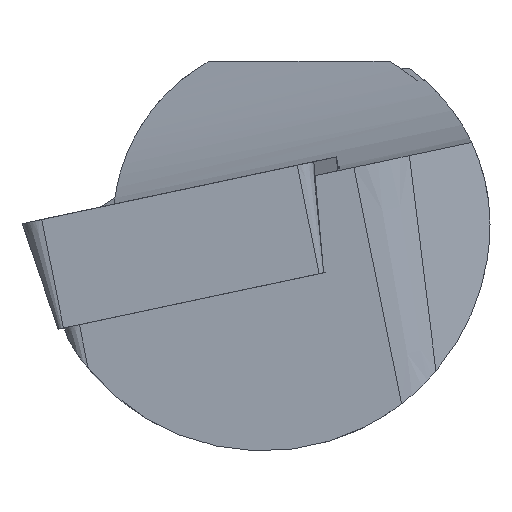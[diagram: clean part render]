
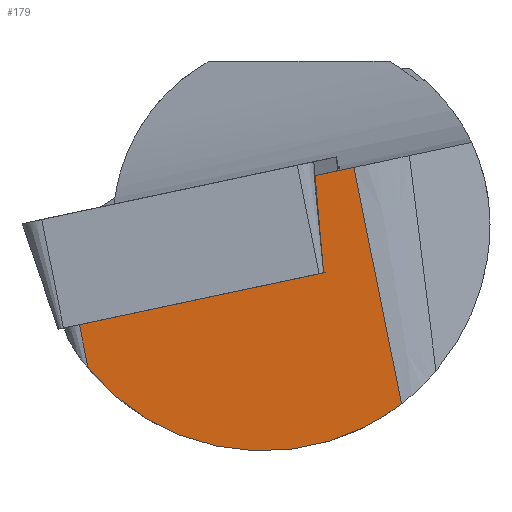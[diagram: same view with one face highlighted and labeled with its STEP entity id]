
A CAD part, left-side view. The second image highlights one B-rep face of the part: STEP entity #179.
In plain terms, the highlighted planar face has unit normal (-0.989, -0.108, -0.102).
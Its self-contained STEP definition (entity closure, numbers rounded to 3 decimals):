
#127=ELLIPSE('',#623,4.93,4.875);
#179=ADVANCED_FACE('',(#222),#201,.F.);
#201=PLANE('',#624);
#222=FACE_OUTER_BOUND('',#251,.T.);
#251=EDGE_LOOP('',(#317,#318,#319,#320,#321,#322));
#317=ORIENTED_EDGE('',*,*,#490,.T.);
#318=ORIENTED_EDGE('',*,*,#485,.T.);
#319=ORIENTED_EDGE('',*,*,#491,.T.);
#320=ORIENTED_EDGE('',*,*,#488,.F.);
#321=ORIENTED_EDGE('',*,*,#473,.F.);
#322=ORIENTED_EDGE('',*,*,#492,.T.);
#423=VERTEX_POINT('',#871);
#424=VERTEX_POINT('',#872);
#432=VERTEX_POINT('',#922);
#433=VERTEX_POINT('',#924);
#435=VERTEX_POINT('',#930);
#436=VERTEX_POINT('',#943);
#473=EDGE_CURVE('',#423,#424,#531,.T.);
#485=EDGE_CURVE('',#433,#432,#537,.T.);
#488=EDGE_CURVE('',#424,#435,#539,.T.);
#490=EDGE_CURVE('',#436,#433,#540,.T.);
#491=EDGE_CURVE('',#432,#435,#127,.T.);
#492=EDGE_CURVE('',#423,#436,#541,.T.);
#531=LINE('',#870,#569);
#537=LINE('',#923,#575);
#539=LINE('',#929,#577);
#540=LINE('',#942,#578);
#541=LINE('',#945,#579);
#569=VECTOR('',#682,1.);
#575=VECTOR('',#700,1.);
#577=VECTOR('',#706,1.);
#578=VECTOR('',#709,1.);
#579=VECTOR('',#712,1.);
#623=AXIS2_PLACEMENT_3D('',#944,#710,#711);
#624=AXIS2_PLACEMENT_3D('',#946,#713,#714);
#682=DIRECTION('',(0.085,-0.975,0.207));
#700=DIRECTION('',(0.121,-0.196,-0.973));
#706=DIRECTION('',(0.121,-0.196,-0.973));
#709=DIRECTION('',(-0.085,0.975,-0.207));
#710=DIRECTION('',(-0.989,-0.108,-0.102));
#711=DIRECTION('',(-0.148,0.721,0.677));
#712=DIRECTION('',(0.112,-0.096,-0.989));
#713=DIRECTION('',(0.989,0.108,0.102));
#714=DIRECTION('',(0.109,-0.994,0.));
#870=CARTESIAN_POINT('',(1.116,-5.252,2.085));
#871=CARTESIAN_POINT('',(0.685,-0.322,1.037));
#872=CARTESIAN_POINT('',(0.759,-1.173,1.218));
#922=CARTESIAN_POINT('',(0.579,4.535,-3.103));
#923=CARTESIAN_POINT('',(0.171,5.195,0.171));
#924=CARTESIAN_POINT('',(0.462,4.725,-2.162));
#929=CARTESIAN_POINT('',(0.723,-1.114,1.512));
#930=CARTESIAN_POINT('',(1.394,-2.198,-3.864));
#942=CARTESIAN_POINT('',(1.014,-1.584,-0.821));
#943=CARTESIAN_POINT('',(0.921,-0.524,-1.046));
#944=CARTESIAN_POINT('',(0.672,0.775,0.));
#945=CARTESIAN_POINT('',(0.641,-0.285,1.422));
#946=CARTESIAN_POINT('',(0.723,-1.114,1.512));
